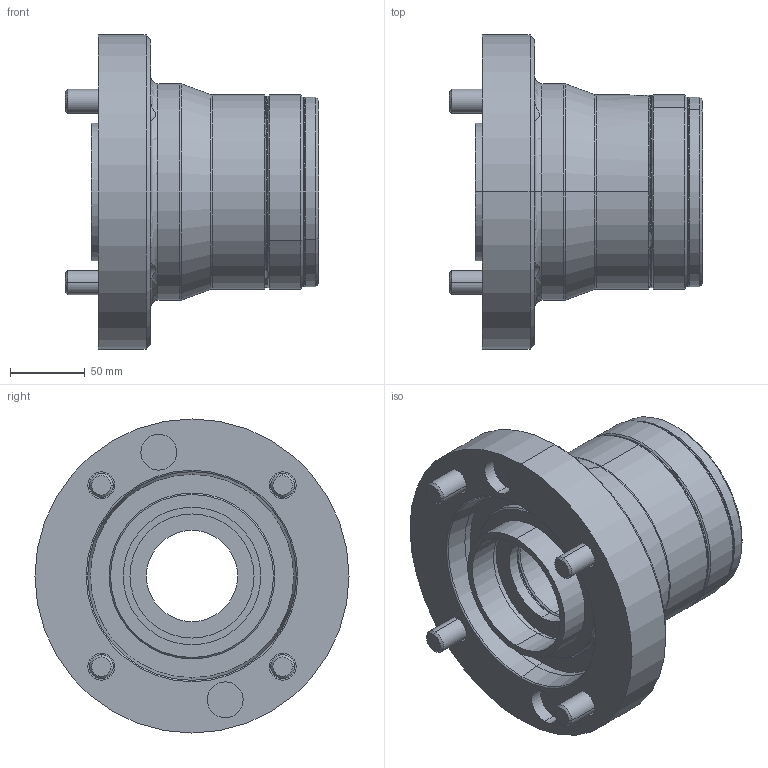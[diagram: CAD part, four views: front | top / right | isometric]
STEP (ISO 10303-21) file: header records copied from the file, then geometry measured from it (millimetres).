
FILE_DESCRIPTION (( 'STEP AP203' ), '1' );
FILE_NAME ('CF-CL-60A8.STEP', '2022-04-26T06:09:28', ( '' ), ( '' ), 'SwSTEP 2.0', 'SolidWorks 2016', '' );
FILE_SCHEMA (( 'CONFIG_CONTROL_DESIGN' ));
Length unit declared in the file: millimetre
Products named in the file (8): CF-CL-42-08000; CF-CL-60A8; CF-CL-60A8-01010; CF-CL-6017-02000 ; CF-CL-6022-02020; CF-CL-6022-04010; FSW320300; 圓頭內六角螺栓_M16x40
Assembly tree (10 placements, depth 2):
  CF-CL-60A8
    CF-CL-60A8-01010
    CF-CL-6017-02000 
    CF-CL-6022-02020
    CF-CL-6022-04010
    FSW320300
    圓頭內六角螺栓_M16x40  x4
    CF-CL-42-08000
Bounding box: 169.5 x 210 x 210 mm (x, y, z)
Volume: 1997227.4 mm3; surface area: 328973 mm2
Topology: 10 solids, 10 shells, 332 faces, 738 edges, 447 vertices
Faces by surface type: plane 116, cylinder 115, cone 83, torus 18
Entity records: 8522 total; most frequent: CARTESIAN_POINT 1769, DIRECTION 1351, ORIENTED_EDGE 1124, AXIS2_PLACEMENT_3D 566, EDGE_CURVE 562, VERTEX_POINT 345, CIRCLE 299, EDGE_LOOP 295
